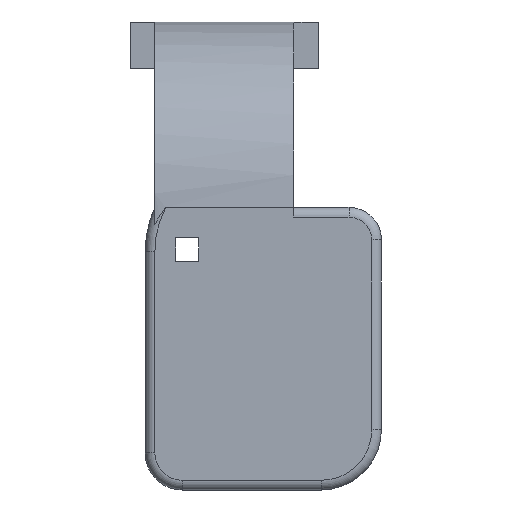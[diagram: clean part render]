
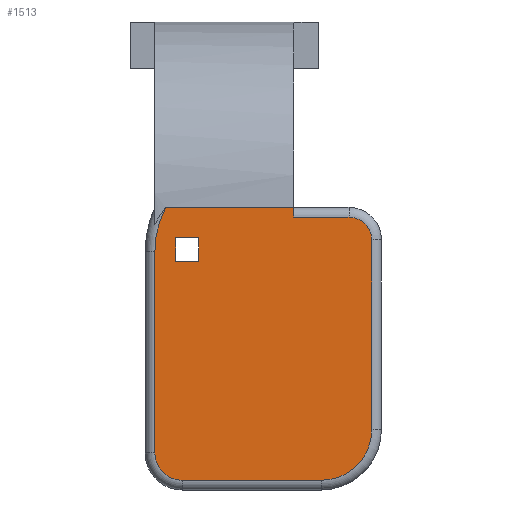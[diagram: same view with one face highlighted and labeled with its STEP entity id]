
A CAD part, left-side view. The second image highlights one B-rep face of the part: STEP entity #1513.
In plain terms, the highlighted planar face has unit normal (-1, 0, 0).
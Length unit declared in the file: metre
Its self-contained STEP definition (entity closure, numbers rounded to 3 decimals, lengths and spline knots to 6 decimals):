
#59=CIRCLE('',#1633,0.020809);
#60=CIRCLE('',#1634,0.0059);
#61=CIRCLE('',#1635,0.0109);
#62=CIRCLE('',#1636,0.0049);
#182=ORIENTED_EDGE('',*,*,#633,.T.);
#183=ORIENTED_EDGE('',*,*,#634,.T.);
#184=ORIENTED_EDGE('',*,*,#635,.T.);
#185=ORIENTED_EDGE('',*,*,#636,.T.);
#186=ORIENTED_EDGE('',*,*,#637,.T.);
#187=ORIENTED_EDGE('',*,*,#638,.T.);
#188=ORIENTED_EDGE('',*,*,#639,.T.);
#189=ORIENTED_EDGE('',*,*,#640,.T.);
#190=ORIENTED_EDGE('',*,*,#641,.T.);
#191=ORIENTED_EDGE('',*,*,#642,.T.);
#192=ORIENTED_EDGE('',*,*,#643,.T.);
#193=ORIENTED_EDGE('',*,*,#644,.T.);
#194=ORIENTED_EDGE('',*,*,#645,.F.);
#195=ORIENTED_EDGE('',*,*,#646,.F.);
#633=EDGE_CURVE('',#857,#858,#992,.T.);
#634=EDGE_CURVE('',#858,#859,#993,.T.);
#635=EDGE_CURVE('',#859,#860,#994,.T.);
#636=EDGE_CURVE('',#860,#861,#59,.T.);
#637=EDGE_CURVE('',#861,#862,#995,.F.);
#638=EDGE_CURVE('',#862,#863,#60,.T.);
#639=EDGE_CURVE('',#863,#864,#996,.T.);
#640=EDGE_CURVE('',#864,#865,#61,.T.);
#641=EDGE_CURVE('',#865,#866,#997,.T.);
#642=EDGE_CURVE('',#866,#857,#62,.T.);
#643=EDGE_CURVE('',#867,#868,#998,.T.);
#644=EDGE_CURVE('',#868,#869,#999,.T.);
#645=EDGE_CURVE('',#870,#869,#1000,.T.);
#646=EDGE_CURVE('',#867,#870,#1001,.T.);
#857=VERTEX_POINT('',#2367);
#858=VERTEX_POINT('',#2368);
#859=VERTEX_POINT('',#2370);
#860=VERTEX_POINT('',#2372);
#861=VERTEX_POINT('',#2374);
#862=VERTEX_POINT('',#2376);
#863=VERTEX_POINT('',#2378);
#864=VERTEX_POINT('',#2380);
#865=VERTEX_POINT('',#2382);
#866=VERTEX_POINT('',#2384);
#867=VERTEX_POINT('',#2387);
#868=VERTEX_POINT('',#2388);
#869=VERTEX_POINT('',#2390);
#870=VERTEX_POINT('',#2392);
#992=LINE('',#2366,#1167);
#993=LINE('',#2369,#1168);
#994=LINE('',#2371,#1169);
#995=LINE('',#2375,#1170);
#996=LINE('',#2379,#1171);
#997=LINE('',#2383,#1172);
#998=LINE('',#2386,#1173);
#999=LINE('',#2389,#1174);
#1000=LINE('',#2391,#1175);
#1001=LINE('',#2393,#1176);
#1167=VECTOR('',#1865,1.);
#1168=VECTOR('',#1866,1.);
#1169=VECTOR('',#1867,1.);
#1170=VECTOR('',#1870,1.);
#1171=VECTOR('',#1873,1.);
#1172=VECTOR('',#1876,1.);
#1173=VECTOR('',#1879,1.);
#1174=VECTOR('',#1880,1.);
#1175=VECTOR('',#1881,1.);
#1176=VECTOR('',#1882,1.);
#1283=EDGE_LOOP('',(#182,#183,#184,#185,#186,#187,#188,#189,#190,#191));
#1284=EDGE_LOOP('',(#192,#193,#194,#195));
#1371=FACE_BOUND('',#1283,.T.);
#1372=FACE_BOUND('',#1284,.T.);
#1453=PLANE('',#1632);
#1513=ADVANCED_FACE('',(#1371,#1372),#1453,.T.);
#1632=AXIS2_PLACEMENT_3D('',#2365,#1863,#1864);
#1633=AXIS2_PLACEMENT_3D('',#2373,#1868,#1869);
#1634=AXIS2_PLACEMENT_3D('',#2377,#1871,#1872);
#1635=AXIS2_PLACEMENT_3D('',#2381,#1874,#1875);
#1636=AXIS2_PLACEMENT_3D('',#2385,#1877,#1878);
#1863=DIRECTION('',(-1.,0.,0.));
#1864=DIRECTION('',(0.,0.,1.));
#1865=DIRECTION('',(0.,1.,0.));
#1866=DIRECTION('',(0.,0.,1.));
#1867=DIRECTION('',(0.,1.,0.));
#1868=DIRECTION('',(-1.,0.,0.));
#1869=DIRECTION('',(0.,0.,1.));
#1870=DIRECTION('',(0.,0.,1.));
#1871=DIRECTION('',(-1.,0.,0.));
#1872=DIRECTION('',(0.,0.,1.));
#1873=DIRECTION('',(0.,-1.,0.));
#1874=DIRECTION('',(-1.,0.,0.));
#1875=DIRECTION('',(0.,0.,1.));
#1876=DIRECTION('',(0.,0.,1.));
#1877=DIRECTION('',(-1.,0.,0.));
#1878=DIRECTION('',(0.,0.,1.));
#1879=DIRECTION('',(0.,-1.,0.));
#1880=DIRECTION('',(0.,0.,-1.));
#1881=DIRECTION('',(0.,-1.,0.));
#1882=DIRECTION('',(0.,0.,-1.));
#2365=CARTESIAN_POINT('',(-0.18975,0.,0.015));
#2366=CARTESIAN_POINT('',(-0.18975,0.,-0.0271));
#2367=CARTESIAN_POINT('',(-0.18975,-0.026891,-0.0271));
#2368=CARTESIAN_POINT('',(-0.18975,-0.015,-0.0271));
#2369=CARTESIAN_POINT('',(-0.18975,-0.015,0.015));
#2370=CARTESIAN_POINT('',(-0.18975,-0.015,-0.025));
#2371=CARTESIAN_POINT('',(-0.18975,0.,-0.025));
#2372=CARTESIAN_POINT('',(-0.18975,0.012662,-0.025));
#2373=CARTESIAN_POINT('',(-0.18975,-0.0058,-0.0346));
#2374=CARTESIAN_POINT('',(-0.18975,0.015009,-0.0346));
#2375=CARTESIAN_POINT('',(-0.18975,0.015009,-0.078));
#2376=CARTESIAN_POINT('',(-0.18975,0.015009,-0.078));
#2377=CARTESIAN_POINT('',(-0.18975,0.009109,-0.078));
#2378=CARTESIAN_POINT('',(-0.18975,0.009109,-0.0839));
#2379=CARTESIAN_POINT('',(-0.18975,0.,-0.0839));
#2380=CARTESIAN_POINT('',(-0.18975,-0.020891,-0.0839));
#2381=CARTESIAN_POINT('',(-0.18975,-0.020891,-0.073));
#2382=CARTESIAN_POINT('',(-0.18975,-0.031791,-0.073));
#2383=CARTESIAN_POINT('',(-0.18975,-0.031791,0.015));
#2384=CARTESIAN_POINT('',(-0.18975,-0.031791,-0.032));
#2385=CARTESIAN_POINT('',(-0.18975,-0.026891,-0.032));
#2386=CARTESIAN_POINT('',(-0.18975,0.,-0.0316));
#2387=CARTESIAN_POINT('',(-0.18975,0.010509,-0.0316));
#2388=CARTESIAN_POINT('',(-0.18975,0.005509,-0.0316));
#2389=CARTESIAN_POINT('',(-0.18975,0.005509,0.015));
#2390=CARTESIAN_POINT('',(-0.18975,0.005509,-0.0366));
#2391=CARTESIAN_POINT('',(-0.18975,0.,-0.0366));
#2392=CARTESIAN_POINT('',(-0.18975,0.010509,-0.0366));
#2393=CARTESIAN_POINT('',(-0.18975,0.010509,0.015));
